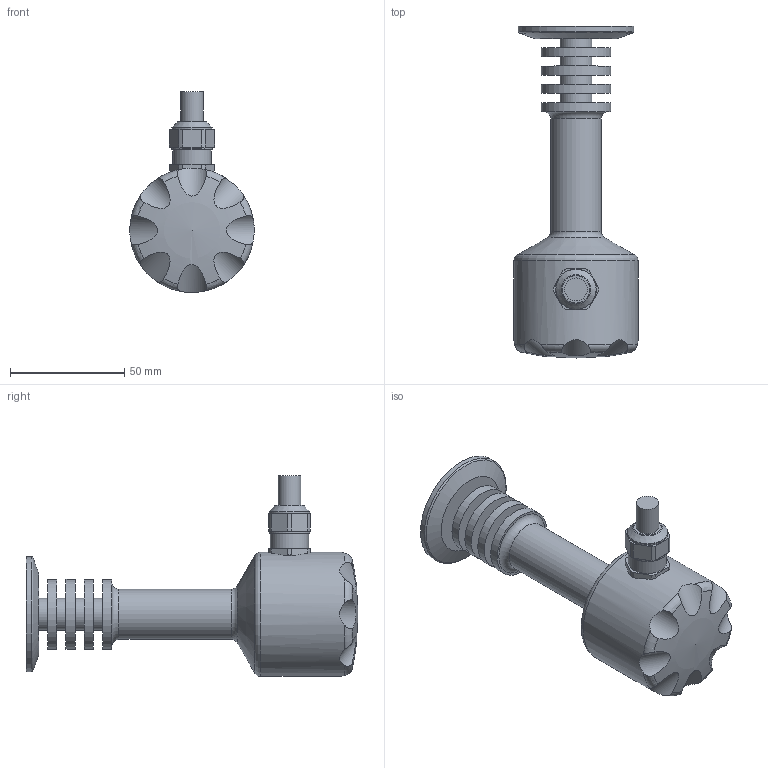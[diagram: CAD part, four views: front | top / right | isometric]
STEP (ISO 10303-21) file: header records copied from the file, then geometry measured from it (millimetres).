
FILE_DESCRIPTION( ( 'Unknown' ), '1' );
FILE_NAME( 'PBMH_xxxxxxxx5481xxx.stp', 'Unknown', ( 'Unknown' ), ( 'Unknown' ), 'PSStep 14.0', 'Unknown', ' ' );
FILE_SCHEMA( ( 'AUTOMOTIVE_DESIGN { 1 0 10303 214 1 1 1 1 }' ) );
Length unit declared in the file: millimetre
Products named in the file (1): 11082166
Bounding box: 54.5 x 145.4 x 88.05 mm (x, y, z)
Volume: 159294.4 mm3; surface area: 27887.6 mm2
Topology: 1 solids, 1 shells, 93 faces, 224 edges, 148 vertices
Faces by surface type: cylinder 38, plane 29, torus 17, cone 8, sphere 1
Full cylindrical faces by diameter (mm): 10 x1, 12 x1, 14 x4, 16.79 x1, 17.8 x2, 22 x1, 30.5 x4, 50.5 x1, 54.5 x1
Entity records: 3866 total; most frequent: CARTESIAN_POINT 1162, DIRECTION 408, ORIENTED_EDGE 354, AXIS2_PLACEMENT_3D 183, EDGE_CURVE 177, EDGE_LOOP 140, VERTEX_POINT 133, FACE_OUTER_BOUND 118
